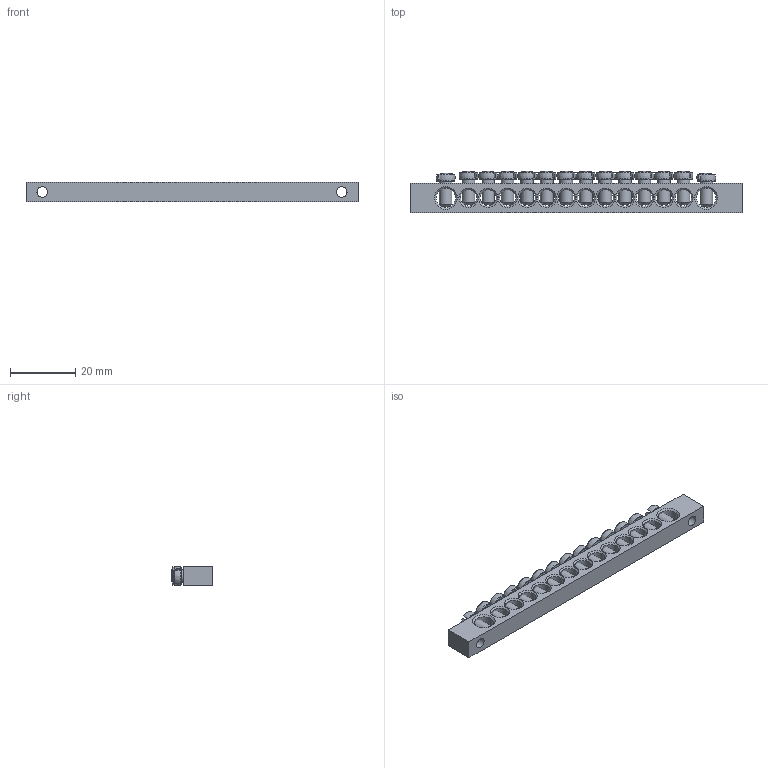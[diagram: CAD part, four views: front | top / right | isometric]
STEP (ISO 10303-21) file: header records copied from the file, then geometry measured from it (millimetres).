
FILE_DESCRIPTION(/* description */ (''),/* implementation_level */ '2;1');
FILE_NAME(/* name */ '6х9-14_2.stp',/* time_stamp */ '2021-04-12T22:43:56+03:00',/* author */ ('Admin'),/* organization */ (''),/* preprocessor_version */ 'ST-DEVELOPER v15.6',/* originating_system */ 'Autodesk Inventor 2015',/* authorisation */ '');
FILE_SCHEMA (('AUTOMOTIVE_DESIGN { 1 0 10303 214 3 1 1 }'));
Length unit declared in the file: millimetre
Products named in the file (3): 6х9-14_2; Винт M4x8; -ноль) X_2
Assembly tree (15 placements, depth 2):
  -ноль) X_2
    6х9-14_2
    Винт M4x8  x14
Bounding box: 102 x 12.65 x 6 mm (x, y, z)
Volume: 5200 mm3; surface area: 6908.8 mm2
Topology: 15 solids, 15 shells, 414 faces, 1092 edges, 722 vertices
Faces by surface type: plane 216, cone 70, cylinder 44, torus 42, sphere 28, bspline 14
Full cylindrical faces by diameter (mm): 3.242 x16, 3.9 x14, 5 x12, 6 x2
Entity records: 3228 total; most frequent: CARTESIAN_POINT 962, DIRECTION 456, ORIENTED_EDGE 324, EDGE_LOOP 211, AXIS2_PLACEMENT_3D 211, EDGE_CURVE 162, VERTEX_POINT 139, FACE_BOUND 122
